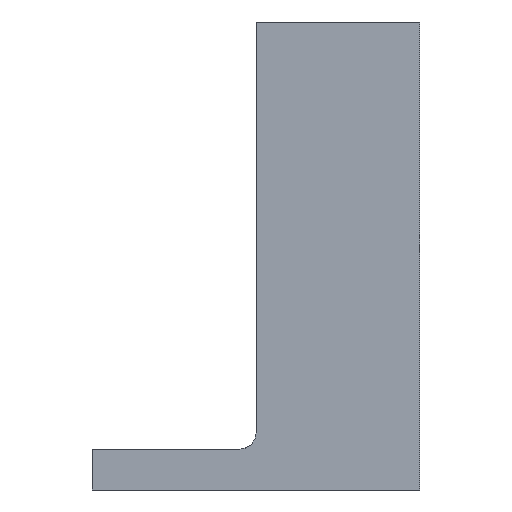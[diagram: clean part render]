
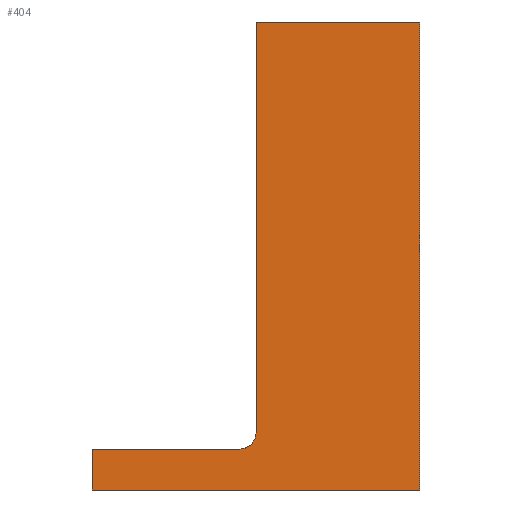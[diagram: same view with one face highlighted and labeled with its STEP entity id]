
A CAD part, left-side view. The second image highlights one B-rep face of the part: STEP entity #404.
In plain terms, the highlighted planar face has unit normal (-1, 0, 0).
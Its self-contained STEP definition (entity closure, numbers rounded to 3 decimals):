
#37=PLANE('',#450);
#57=FACE_OUTER_BOUND('',#85,.T.);
#85=EDGE_LOOP('',(#372,#373,#374,#375,#376,#377,#378));
#90=LINE('',#579,#132);
#101=LINE('',#607,#143);
#103=LINE('',#613,#145);
#106=LINE('',#621,#148);
#116=LINE('',#646,#158);
#126=LINE('',#666,#168);
#132=VECTOR('',#471,10.);
#143=VECTOR('',#496,10.);
#145=VECTOR('',#502,10.);
#148=VECTOR('',#509,10.);
#158=VECTOR('',#531,10.);
#168=VECTOR('',#553,10.);
#179=CIRCLE('',#439,2.);
#187=VERTEX_POINT('',#576);
#188=VERTEX_POINT('',#578);
#198=VERTEX_POINT('',#606);
#200=VERTEX_POINT('',#612);
#202=VERTEX_POINT('',#618);
#203=VERTEX_POINT('',#620);
#212=VERTEX_POINT('',#644);
#225=EDGE_CURVE('',#187,#188,#90,.T.);
#239=EDGE_CURVE('',#198,#188,#101,.T.);
#242=EDGE_CURVE('',#200,#187,#103,.T.);
#246=EDGE_CURVE('',#202,#203,#106,.T.);
#254=EDGE_CURVE('',#198,#202,#179,.T.);
#259=EDGE_CURVE('',#212,#200,#116,.T.);
#269=EDGE_CURVE('',#203,#212,#126,.T.);
#372=ORIENTED_EDGE('',*,*,#254,.F.);
#373=ORIENTED_EDGE('',*,*,#239,.T.);
#374=ORIENTED_EDGE('',*,*,#225,.F.);
#375=ORIENTED_EDGE('',*,*,#242,.F.);
#376=ORIENTED_EDGE('',*,*,#259,.F.);
#377=ORIENTED_EDGE('',*,*,#269,.F.);
#378=ORIENTED_EDGE('',*,*,#246,.F.);
#404=ADVANCED_FACE('',(#57),#37,.T.);
#439=AXIS2_PLACEMENT_3D('',#636,#520,#521);
#450=AXIS2_PLACEMENT_3D('',#669,#557,#558);
#471=DIRECTION('',(0.,0.,1.));
#496=DIRECTION('',(0.,1.,0.));
#502=DIRECTION('',(0.,1.,0.));
#509=DIRECTION('',(0.,0.,1.));
#520=DIRECTION('center_axis',(-1.,0.,0.));
#521=DIRECTION('ref_axis',(0.,0.,-1.));
#531=DIRECTION('',(0.,0.,-1.));
#553=DIRECTION('',(0.,-1.,0.));
#557=DIRECTION('center_axis',(-1.,0.,0.));
#558=DIRECTION('ref_axis',(0.,0.,-1.));
#576=CARTESIAN_POINT('',(0.,20.,0.));
#578=CARTESIAN_POINT('',(0.,20.,5.));
#579=CARTESIAN_POINT('',(0.,20.,5.));
#606=CARTESIAN_POINT('',(0.,2.,5.));
#607=CARTESIAN_POINT('',(0.,0.,5.));
#612=CARTESIAN_POINT('',(0.,-20.,0.));
#613=CARTESIAN_POINT('',(0.,0.,0.));
#618=CARTESIAN_POINT('',(0.,0.,7.));
#620=CARTESIAN_POINT('',(0.,0.,57.15));
#621=CARTESIAN_POINT('',(0.,0.,0.));
#636=CARTESIAN_POINT('Origin',(0.,2.,7.));
#644=CARTESIAN_POINT('',(0.,-20.,57.15));
#646=CARTESIAN_POINT('',(0.,-20.,0.));
#666=CARTESIAN_POINT('',(0.,0.,57.15));
#669=CARTESIAN_POINT('Origin',(0.,0.,47.15));
